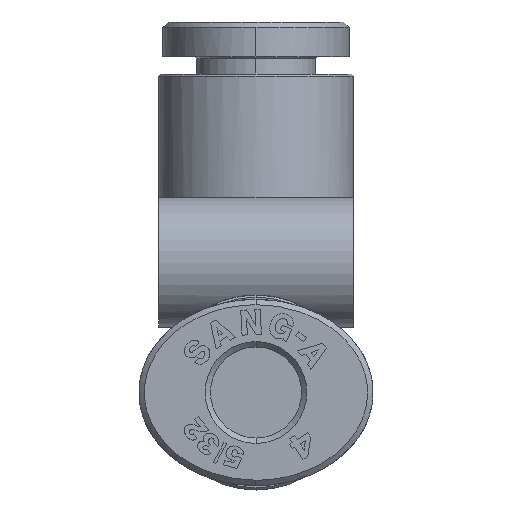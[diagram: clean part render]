
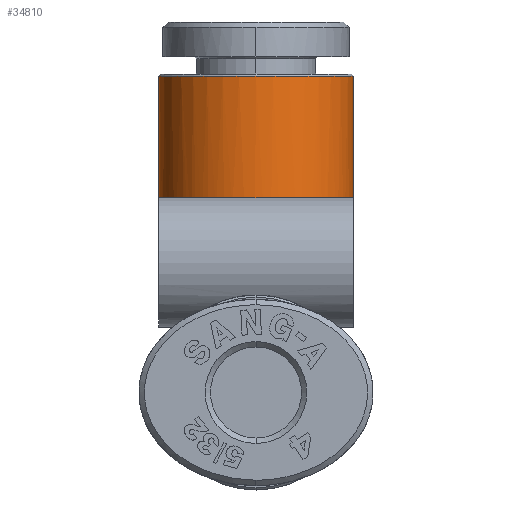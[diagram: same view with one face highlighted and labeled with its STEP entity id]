
A CAD part, left-side view. The second image highlights one B-rep face of the part: STEP entity #34810.
In plain terms, the highlighted cylindrical face has radius 4.5 mm (diameter 9 mm), a partial arc.
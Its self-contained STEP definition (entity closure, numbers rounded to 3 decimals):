
#133 = EDGE_CURVE ( 'NONE', #32162, #40460, #19320, .T. ) ;
#321 = ORIENTED_EDGE ( 'NONE', *, *, #31393, .F. ) ;
#1590 = DIRECTION ( 'NONE',  ( 1., 0., 0. ) ) ;
#2061 = DIRECTION ( 'NONE',  ( 0., -1., 0. ) ) ;
#2330 = CARTESIAN_POINT ( 'NONE',  ( 5.1, -4.5, -9.65 ) ) ;
#2966 = DIRECTION ( 'NONE',  ( 0., 0., 1. ) ) ;
#4139 = CARTESIAN_POINT ( 'NONE',  ( 5.1, -4.5, -6.143 ) ) ;
#4187 = CIRCLE ( 'NONE', #5694, 4.5 ) ;
#5187 = CARTESIAN_POINT ( 'NONE',  ( 8.576, 2.862, -7.63 ) ) ;
#5440 = CARTESIAN_POINT ( 'NONE',  ( 9.319, -1.617, -8.418 ) ) ;
#5694 = AXIS2_PLACEMENT_3D ( 'NONE', #15508, #2966, #15634 ) ;
#6248 = VERTEX_POINT ( 'NONE', #23399 ) ;
#6617 = VECTOR ( 'NONE', #21776, 1000. ) ;
#7199 = CARTESIAN_POINT ( 'NONE',  ( 5.1, 4.5, -14.6 ) ) ;
#7303 = B_SPLINE_CURVE_WITH_KNOTS ( 'NONE', 3,
 ( #11157, #24122, #17431, #39317, #14715, #11283, #20840, #17967, #33167, #14444, #5440, #17560, #14848, #39722, #14584, #27270, #39459, #8586, #23589, #20561, #8178, #5187, #26984, #8309, #30159, #33293, #36468, #17689 ),
 .UNSPECIFIED., .F., .F.,
 ( 4, 2, 2, 2, 2, 2, 2, 2, 2, 2, 2, 2, 2, 4 ),
 ( -0.005, -0.004, -0.004, -0.003, -0.002, -0.001, -0.001, 0., 0.001, 0.002, 0.003, 0.004, 0.004, 0.005 ),
 .UNSPECIFIED. ) ;
#8018 = CYLINDRICAL_SURFACE ( 'NONE', #37096, 4.5 ) ;
#8178 = CARTESIAN_POINT ( 'NONE',  ( 8.77, 2.609, -7.897 ) ) ;
#8212 = EDGE_CURVE ( 'NONE', #32162, #15256, #38614, .T. ) ;
#8309 = CARTESIAN_POINT ( 'NONE',  ( 8.318, 3.148, -7.137 ) ) ;
#8577 = DIRECTION ( 'NONE',  ( 0., 0., 1. ) ) ;
#8586 = CARTESIAN_POINT ( 'NONE',  ( 9.317, 1.624, -8.416 ) ) ;
#9552 = VERTEX_POINT ( 'NONE', #32508 ) ;
#10022 = ORIENTED_EDGE ( 'NONE', *, *, #27308, .F. ) ;
#11157 = CARTESIAN_POINT ( 'NONE',  ( 8.103, -3.351, -6.143 ) ) ;
#11283 = CARTESIAN_POINT ( 'NONE',  ( 8.48, -2.973, -7.473 ) ) ;
#11500 = LINE ( 'NONE', #18594, #6617 ) ;
#11559 = CARTESIAN_POINT ( 'NONE',  ( 5.1, 0., -9.65 ) ) ;
#12886 = CARTESIAN_POINT ( 'NONE',  ( 5.1, -4.5, -14.6 ) ) ;
#14189 = CIRCLE ( 'NONE', #24380, 4.5 ) ;
#14444 = CARTESIAN_POINT ( 'NONE',  ( 9.153, -1.99, -8.298 ) ) ;
#14584 = CARTESIAN_POINT ( 'NONE',  ( 9.6, -0.205, -8.598 ) ) ;
#14715 = CARTESIAN_POINT ( 'NONE',  ( 8.317, -3.149, -7.135 ) ) ;
#14848 = CARTESIAN_POINT ( 'NONE',  ( 9.529, -0.824, -8.556 ) ) ;
#14896 = AXIS2_PLACEMENT_3D ( 'NONE', #36613, #27005, #2061 ) ;
#15256 = VERTEX_POINT ( 'NONE', #4139 ) ;
#15508 = CARTESIAN_POINT ( 'NONE',  ( 5.1, 0., -6.143 ) ) ;
#15634 = DIRECTION ( 'NONE',  ( 1., 0., 0. ) ) ;
#15842 = ORIENTED_EDGE ( 'NONE', *, *, #36335, .F. ) ;
#17431 = CARTESIAN_POINT ( 'NONE',  ( 8.145, -3.314, -6.556 ) ) ;
#17560 = CARTESIAN_POINT ( 'NONE',  ( 9.486, -1.028, -8.53 ) ) ;
#17689 = CARTESIAN_POINT ( 'NONE',  ( 8.103, 3.351, -6.143 ) ) ;
#17967 = CARTESIAN_POINT ( 'NONE',  ( 8.768, -2.611, -7.895 ) ) ;
#18412 = VERTEX_POINT ( 'NONE', #35412 ) ;
#18594 = CARTESIAN_POINT ( 'NONE',  ( 5.1, 4.5, -9.65 ) ) ;
#19320 = CIRCLE ( 'NONE', #14896, 4.5 ) ;
#19523 = VECTOR ( 'NONE', #39751, 1000. ) ;
#19932 = ORIENTED_EDGE ( 'NONE', *, *, #8212, .F. ) ;
#19966 = CARTESIAN_POINT ( 'NONE',  ( 5.1, 0., -6.143 ) ) ;
#20561 = CARTESIAN_POINT ( 'NONE',  ( 8.87, 2.465, -8.011 ) ) ;
#20840 = CARTESIAN_POINT ( 'NONE',  ( 8.575, -2.864, -7.628 ) ) ;
#21776 = DIRECTION ( 'NONE',  ( 0., 0., 1. ) ) ;
#23399 = CARTESIAN_POINT ( 'NONE',  ( 8.103, -3.351, -6.143 ) ) ;
#23589 = CARTESIAN_POINT ( 'NONE',  ( 9.155, 1.985, -8.301 ) ) ;
#23973 = EDGE_CURVE ( 'NONE', #40460, #9552, #11500, .T. ) ;
#24062 = ORIENTED_EDGE ( 'NONE', *, *, #133, .T. ) ;
#24122 = CARTESIAN_POINT ( 'NONE',  ( 8.113, -3.342, -6.353 ) ) ;
#24380 = AXIS2_PLACEMENT_3D ( 'NONE', #19966, #36146, #1590 ) ;
#26618 = EDGE_LOOP ( 'NONE', ( #24062, #34528, #10022, #321, #15842, #19932 ) ) ;
#26984 = CARTESIAN_POINT ( 'NONE',  ( 8.481, 2.972, -7.475 ) ) ;
#27005 = DIRECTION ( 'NONE',  ( 0., 0., 1. ) ) ;
#27270 = CARTESIAN_POINT ( 'NONE',  ( 9.6, 0.423, -8.598 ) ) ;
#27308 = EDGE_CURVE ( 'NONE', #18412, #9552, #14189, .T. ) ;
#30159 = CARTESIAN_POINT ( 'NONE',  ( 8.247, 3.217, -6.95 ) ) ;
#31393 = EDGE_CURVE ( 'NONE', #6248, #18412, #7303, .T. ) ;
#31448 = FACE_OUTER_BOUND ( 'NONE', #26618, .T. ) ;
#32162 = VERTEX_POINT ( 'NONE', #12886 ) ;
#32508 = CARTESIAN_POINT ( 'NONE',  ( 5.1, 4.5, -6.143 ) ) ;
#33167 = CARTESIAN_POINT ( 'NONE',  ( 8.869, -2.466, -8.01 ) ) ;
#33293 = CARTESIAN_POINT ( 'NONE',  ( 8.145, 3.314, -6.557 ) ) ;
#33414 = DIRECTION ( 'NONE',  ( 0., -1., 0. ) ) ;
#34528 = ORIENTED_EDGE ( 'NONE', *, *, #23973, .T. ) ;
#34810 = ADVANCED_FACE ( 'NONE', ( #31448 ), #8018, .T. ) ;
#35412 = CARTESIAN_POINT ( 'NONE',  ( 8.103, 3.351, -6.143 ) ) ;
#36146 = DIRECTION ( 'NONE',  ( 0., 0., 1. ) ) ;
#36335 = EDGE_CURVE ( 'NONE', #15256, #6248, #4187, .T. ) ;
#36468 = CARTESIAN_POINT ( 'NONE',  ( 8.113, 3.342, -6.353 ) ) ;
#36613 = CARTESIAN_POINT ( 'NONE',  ( 5.1, 0., -14.6 ) ) ;
#37096 = AXIS2_PLACEMENT_3D ( 'NONE', #11559, #8577, #33414 ) ;
#38614 = LINE ( 'NONE', #2330, #19523 ) ;
#39317 = CARTESIAN_POINT ( 'NONE',  ( 8.247, -3.218, -6.948 ) ) ;
#39459 = CARTESIAN_POINT ( 'NONE',  ( 9.542, 0.831, -8.567 ) ) ;
#39722 = CARTESIAN_POINT ( 'NONE',  ( 9.586, -0.412, -8.59 ) ) ;
#39751 = DIRECTION ( 'NONE',  ( 0., 0., 1. ) ) ;
#40460 = VERTEX_POINT ( 'NONE', #7199 ) ;
